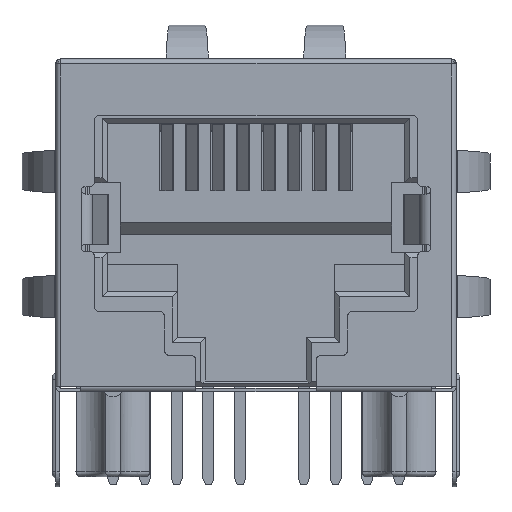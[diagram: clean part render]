
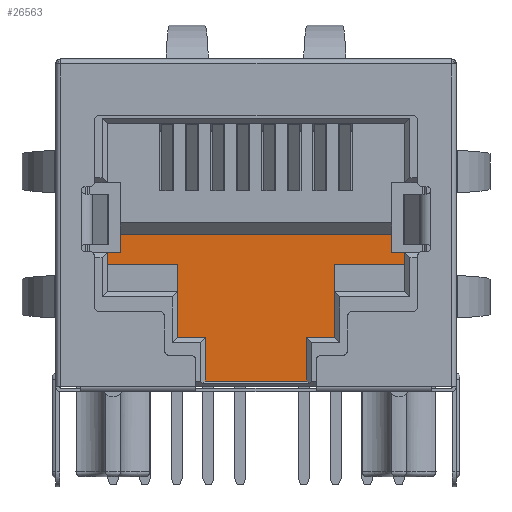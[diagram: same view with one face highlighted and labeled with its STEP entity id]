
A CAD part, front view. The second image highlights one B-rep face of the part: STEP entity #26563.
In plain terms, the highlighted planar face has unit normal (0, -1, 0).
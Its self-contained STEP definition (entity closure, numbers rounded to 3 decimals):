
#2838=ORIENTED_EDGE('',*,*,#9996,.F.);
#2839=ORIENTED_EDGE('',*,*,#9891,.T.);
#2840=ORIENTED_EDGE('',*,*,#9929,.F.);
#2841=ORIENTED_EDGE('',*,*,#9846,.F.);
#2842=ORIENTED_EDGE('',*,*,#9895,.F.);
#2843=ORIENTED_EDGE('',*,*,#9927,.F.);
#2844=ORIENTED_EDGE('',*,*,#10097,.T.);
#2845=ORIENTED_EDGE('',*,*,#9925,.T.);
#2846=ORIENTED_EDGE('',*,*,#9913,.F.);
#2847=ORIENTED_EDGE('',*,*,#9838,.T.);
#2848=ORIENTED_EDGE('',*,*,#9931,.T.);
#2849=ORIENTED_EDGE('',*,*,#9920,.T.);
#2850=ORIENTED_EDGE('',*,*,#9992,.T.);
#2851=ORIENTED_EDGE('',*,*,#9995,.T.);
#2852=ORIENTED_EDGE('',*,*,#9376,.T.);
#2853=ORIENTED_EDGE('',*,*,#9826,.T.);
#2854=ORIENTED_EDGE('',*,*,#9881,.T.);
#2855=ORIENTED_EDGE('',*,*,#9883,.T.);
#2856=ORIENTED_EDGE('',*,*,#9340,.T.);
#2857=ORIENTED_EDGE('',*,*,#9998,.F.);
#9340=EDGE_CURVE('',#13339,#13340,#15938,.T.);
#9376=EDGE_CURVE('',#13376,#13375,#15974,.T.);
#9826=EDGE_CURVE('',#13375,#13753,#16376,.T.);
#9838=EDGE_CURVE('',#13760,#13759,#16388,.T.);
#9846=EDGE_CURVE('',#13766,#13767,#16396,.T.);
#9881=EDGE_CURVE('',#13753,#13783,#16431,.T.);
#9883=EDGE_CURVE('',#13783,#13339,#16433,.T.);
#9891=EDGE_CURVE('',#13784,#13788,#16441,.T.);
#9895=EDGE_CURVE('',#13789,#13766,#16445,.T.);
#9913=EDGE_CURVE('',#13760,#13798,#16463,.T.);
#9920=EDGE_CURVE('',#13801,#13800,#16470,.T.);
#9925=EDGE_CURVE('',#13803,#13798,#16475,.T.);
#9927=EDGE_CURVE('',#13804,#13789,#16477,.T.);
#9929=EDGE_CURVE('',#13767,#13788,#16479,.T.);
#9931=EDGE_CURVE('',#13759,#13801,#16481,.T.);
#9992=EDGE_CURVE('',#13800,#13812,#16542,.T.);
#9995=EDGE_CURVE('',#13812,#13376,#16545,.T.);
#9996=EDGE_CURVE('',#13784,#13813,#16546,.T.);
#9998=EDGE_CURVE('',#13813,#13340,#16548,.T.);
#10097=EDGE_CURVE('',#13804,#13803,#16619,.T.);
#13339=VERTEX_POINT('',#40784);
#13340=VERTEX_POINT('',#40785);
#13375=VERTEX_POINT('',#40855);
#13376=VERTEX_POINT('',#40857);
#13753=VERTEX_POINT('',#41788);
#13759=VERTEX_POINT('',#41808);
#13760=VERTEX_POINT('',#41810);
#13766=VERTEX_POINT('',#41826);
#13767=VERTEX_POINT('',#41827);
#13783=VERTEX_POINT('',#41895);
#13784=VERTEX_POINT('',#41903);
#13788=VERTEX_POINT('',#41912);
#13789=VERTEX_POINT('',#41919);
#13798=VERTEX_POINT('',#41952);
#13800=VERTEX_POINT('',#41961);
#13801=VERTEX_POINT('',#41963);
#13803=VERTEX_POINT('',#41969);
#13804=VERTEX_POINT('',#41974);
#13812=VERTEX_POINT('',#42094);
#13813=VERTEX_POINT('',#42102);
#15938=LINE('',#40783,#19047);
#15974=LINE('',#40856,#19083);
#16376=LINE('',#41789,#19485);
#16388=LINE('',#41809,#19497);
#16396=LINE('',#41825,#19505);
#16431=LINE('',#41896,#19540);
#16433=LINE('',#41899,#19542);
#16441=LINE('',#41913,#19550);
#16445=LINE('',#41920,#19554);
#16463=LINE('',#41951,#19572);
#16470=LINE('',#41962,#19579);
#16475=LINE('',#41971,#19584);
#16477=LINE('',#41975,#19586);
#16479=LINE('',#41978,#19588);
#16481=LINE('',#41982,#19590);
#16542=LINE('',#42093,#19651);
#16545=LINE('',#42099,#19654);
#16546=LINE('',#42101,#19655);
#16548=LINE('',#42105,#19657);
#16619=LINE('',#42384,#19728);
#19047=VECTOR('',#33952,1000.);
#19083=VECTOR('',#33988,1000.);
#19485=VECTOR('',#34616,1000.);
#19497=VECTOR('',#34632,1000.);
#19505=VECTOR('',#34644,1000.);
#19540=VECTOR('',#34715,1000.);
#19542=VECTOR('',#34719,1000.);
#19550=VECTOR('',#34729,1000.);
#19554=VECTOR('',#34737,1000.);
#19572=VECTOR('',#34765,1000.);
#19579=VECTOR('',#34774,1000.);
#19584=VECTOR('',#34781,1000.);
#19586=VECTOR('',#34785,1000.);
#19588=VECTOR('',#34789,1000.);
#19590=VECTOR('',#34795,1000.);
#19651=VECTOR('',#34942,1000.);
#19654=VECTOR('',#34949,1000.);
#19655=VECTOR('',#34952,1000.);
#19657=VECTOR('',#34956,1000.);
#19728=VECTOR('',#35251,1000.);
#22422=EDGE_LOOP('',(#2838,#2839,#2840,#2841,#2842,#2843,#2844,#2845,#2846,
#2847,#2848,#2849,#2850,#2851,#2852,#2853,#2854,#2855,#2856,#2857));
#23934=FACE_BOUND('',#22422,.T.);
#25406=PLANE('',#32397);
#26563=ADVANCED_FACE('',(#23934),#25406,.F.);
#32397=AXIS2_PLACEMENT_3D('',#42385,#35252,#35253);
#33952=DIRECTION('',(-1.,0.,0.));
#33988=DIRECTION('',(-1.,0.,0.));
#34616=DIRECTION('',(0.,0.,-1.));
#34632=DIRECTION('',(0.,0.,-1.));
#34644=DIRECTION('',(0.,0.,-1.));
#34715=DIRECTION('',(1.,0.,0.));
#34719=DIRECTION('',(0.,0.,1.));
#34729=DIRECTION('',(0.,0.,1.));
#34737=DIRECTION('',(1.,0.,0.));
#34765=DIRECTION('',(1.,0.,0.));
#34774=DIRECTION('',(0.,0.,-1.));
#34781=DIRECTION('',(0.,0.,-1.));
#34785=DIRECTION('',(0.,0.,-1.));
#34789=DIRECTION('',(-1.,0.,0.));
#34795=DIRECTION('',(1.,0.,0.));
#34942=DIRECTION('',(1.,0.,0.));
#34949=DIRECTION('',(0.,0.,-1.));
#34952=DIRECTION('',(-1.,0.,0.));
#34956=DIRECTION('',(0.,0.,-1.));
#35251=DIRECTION('',(-1.,0.,0.));
#35252=DIRECTION('',(0.,1.,0.));
#35253=DIRECTION('',(0.,0.,1.));
#40783=CARTESIAN_POINT('',(2.03,0.911,-5.8));
#40784=CARTESIAN_POINT('',(2.03,0.911,-5.8));
#40785=CARTESIAN_POINT('',(2.025,0.911,-5.8));
#40855=CARTESIAN_POINT('',(-2.03,0.911,-5.8));
#40856=CARTESIAN_POINT('',(2.03,0.911,-5.8));
#40857=CARTESIAN_POINT('',(-2.025,0.911,-5.8));
#41788=CARTESIAN_POINT('',(-2.03,0.911,-6.17));
#41789=CARTESIAN_POINT('',(-2.03,0.911,-5.8));
#41808=CARTESIAN_POINT('',(-5.95,0.911,-1.53));
#41809=CARTESIAN_POINT('',(-5.95,0.911,-0.31));
#41810=CARTESIAN_POINT('',(-5.95,0.911,-1.04));
#41825=CARTESIAN_POINT('',(5.95,0.911,-0.31));
#41826=CARTESIAN_POINT('',(5.95,0.911,-1.04));
#41827=CARTESIAN_POINT('',(5.95,0.911,-1.53));
#41895=CARTESIAN_POINT('',(2.03,0.911,-6.17));
#41896=CARTESIAN_POINT('',(-2.03,0.911,-6.17));
#41899=CARTESIAN_POINT('',(2.03,0.911,-6.17));
#41903=CARTESIAN_POINT('',(3.15,0.911,-4.42));
#41912=CARTESIAN_POINT('',(3.15,0.911,-1.53));
#41913=CARTESIAN_POINT('',(3.15,0.911,-4.42));
#41919=CARTESIAN_POINT('',(5.425,0.911,-1.04));
#41920=CARTESIAN_POINT('',(5.95,0.911,-1.04));
#41951=CARTESIAN_POINT('',(-6.725,0.911,-1.04));
#41952=CARTESIAN_POINT('',(-5.425,0.911,-1.04));
#41961=CARTESIAN_POINT('',(-3.15,0.911,-4.42));
#41962=CARTESIAN_POINT('',(-3.15,0.911,-1.53));
#41963=CARTESIAN_POINT('',(-3.15,0.911,-1.53));
#41969=CARTESIAN_POINT('',(-5.425,0.911,-0.31));
#41971=CARTESIAN_POINT('',(-5.425,0.911,1.76));
#41974=CARTESIAN_POINT('',(5.425,0.911,-0.31));
#41975=CARTESIAN_POINT('',(5.425,0.911,1.76));
#41978=CARTESIAN_POINT('',(5.95,0.911,-1.53));
#41982=CARTESIAN_POINT('',(-5.95,0.911,-1.53));
#42093=CARTESIAN_POINT('',(-2.025,0.911,-4.42));
#42094=CARTESIAN_POINT('',(-2.025,0.911,-4.42));
#42099=CARTESIAN_POINT('',(-2.025,0.911,-5.8));
#42101=CARTESIAN_POINT('',(2.025,0.911,-4.42));
#42102=CARTESIAN_POINT('',(2.025,0.911,-4.42));
#42105=CARTESIAN_POINT('',(2.025,0.911,-5.8));
#42384=CARTESIAN_POINT('',(5.95,0.911,-0.31));
#42385=CARTESIAN_POINT('',(5.95,0.911,-0.31));
